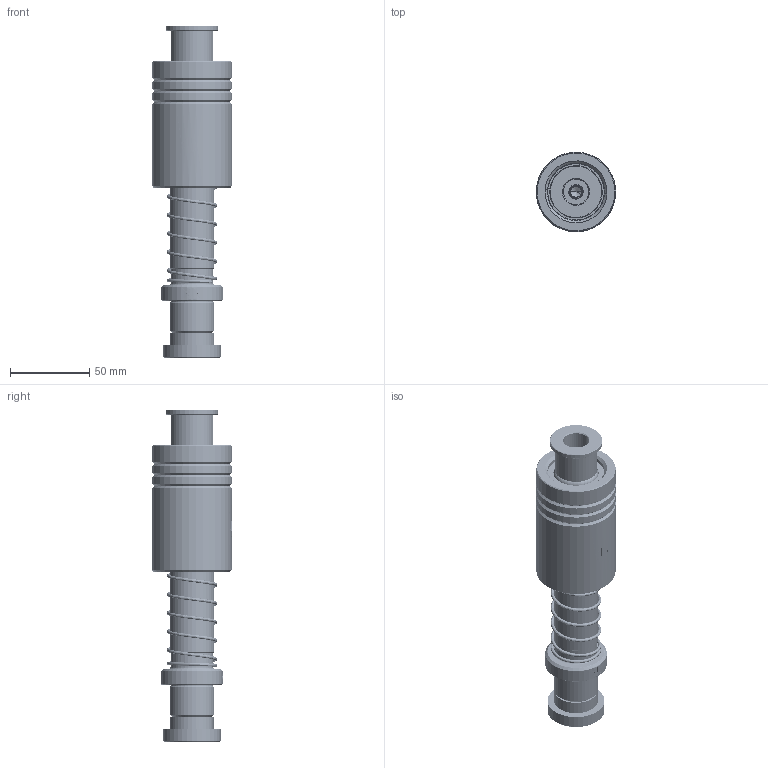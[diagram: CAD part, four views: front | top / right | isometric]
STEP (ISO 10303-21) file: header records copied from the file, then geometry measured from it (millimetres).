
FILE_DESCRIPTION (( 'STEP AP214' ), '1' );
FILE_NAME ('HKSH(HKJH)-D28-L150(BL-80).STEP', '2024-10-24T02:32:50', ( '111' ), ( '21222' ), 'SwSTEP 2.0', 'SolidWorks 2020', '' );
FILE_SCHEMA (( 'AUTOMOTIVE_DESIGN' ));
Length unit declared in the file: millimetre
Products named in the file (9): BSH-D35.5-28.5-L75郪蚾; TRPK-D28-L150; HKSH(HKJH)-D28-L150(BL-80); BSH-35.5-28.5-L75; HWP-D31.3-d28.5-L70; GTK-D33-d27; TBB-D50-d36-L80; BALL-D4; DRPK蹟簽D28
Assembly tree (259 placements, depth 3):
  HKSH(HKJH)-D28-L150(BL-80)
    TRPK-D28-L150
    DRPK蹟簽D28
    GTK-D33-d27
    TBB-D50-d36-L80
    HWP-D31.3-d28.5-L70
    BSH-D35.5-28.5-L75郪蚾
      BSH-35.5-28.5-L75
      BALL-D4  x252
Bounding box: 49.89 x 49.94 x 209 mm (x, y, z)
Volume: 226288.5 mm3; surface area: 94027.3 mm2
Topology: 258 solids, 258 shells, 1206 faces, 5049 edges, 3342 vertices
Faces by surface type: sphere 1008, cone 58, cylinder 56, plane 36, torus 26, bspline 22
Entity records: 53462 total; most frequent: CARTESIAN_POINT 33568, ORIENTED_EDGE 4032, DIRECTION 3490, EDGE_CURVE 2016, AXIS2_PLACEMENT_3D 1665, VERTEX_POINT 1314, EDGE_LOOP 1204, B_SPLINE_CURVE_WITH_KNOTS 1137
